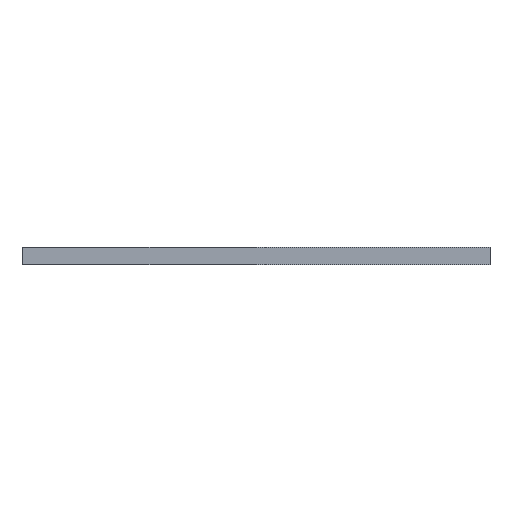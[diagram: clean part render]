
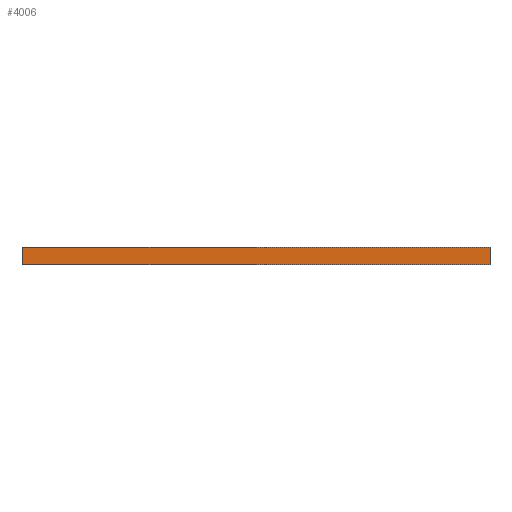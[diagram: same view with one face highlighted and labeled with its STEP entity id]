
A CAD part, left-side view. The second image highlights one B-rep face of the part: STEP entity #4006.
In plain terms, the highlighted planar face has unit normal (-1, 0, 0).
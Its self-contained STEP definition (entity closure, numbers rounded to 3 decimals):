
#81 = VERTEX_POINT ( 'NONE', #3384 ) ;
#483 = LINE ( 'NONE', #4721, #994 ) ;
#786 = DIRECTION ( 'NONE',  ( 0., 0., -1. ) ) ;
#994 = VECTOR ( 'NONE', #1008, 1000. ) ;
#1008 = DIRECTION ( 'NONE',  ( 0., 0., -1. ) ) ;
#1307 = ORIENTED_EDGE ( 'NONE', *, *, #2884, .F. ) ;
#1317 = CARTESIAN_POINT ( 'NONE',  ( -22.4, -22.875, 0.85 ) ) ;
#1346 = VERTEX_POINT ( 'NONE', #3526 ) ;
#1618 = ORIENTED_EDGE ( 'NONE', *, *, #5851, .T. ) ;
#1686 = PLANE ( 'NONE',  #6431 ) ;
#1851 = ORIENTED_EDGE ( 'NONE', *, *, #4268, .F. ) ;
#2467 = ORIENTED_EDGE ( 'NONE', *, *, #3490, .T. ) ;
#2884 = EDGE_CURVE ( 'NONE', #81, #6041, #6092, .T. ) ;
#2906 = EDGE_LOOP ( 'NONE', ( #1307, #1851, #2467, #1618 ) ) ;
#3286 = DIRECTION ( 'NONE',  ( 0., 0., 1. ) ) ;
#3384 = CARTESIAN_POINT ( 'NONE',  ( -22.4, -22.875, -0.85 ) ) ;
#3490 = EDGE_CURVE ( 'NONE', #1346, #3904, #6757, .T. ) ;
#3526 = CARTESIAN_POINT ( 'NONE',  ( -22.4, -22.875, 0.85 ) ) ;
#3904 = VERTEX_POINT ( 'NONE', #5419 ) ;
#4006 = ADVANCED_FACE ( 'NONE', ( #6153 ), #1686, .T. ) ;
#4051 = DIRECTION ( 'NONE',  ( 0., 1., 0. ) ) ;
#4111 = VECTOR ( 'NONE', #786, 1000. ) ;
#4268 = EDGE_CURVE ( 'NONE', #1346, #81, #5568, .T. ) ;
#4493 = DIRECTION ( 'NONE',  ( 0., 1., 0. ) ) ;
#4629 = VECTOR ( 'NONE', #4493, 1000. ) ;
#4721 = CARTESIAN_POINT ( 'NONE',  ( -22.4, 22.875, 0.85 ) ) ;
#4993 = CARTESIAN_POINT ( 'NONE',  ( -22.4, 22.875, -0.85 ) ) ;
#5122 = CARTESIAN_POINT ( 'NONE',  ( -22.4, -22.875, -0.85 ) ) ;
#5312 = VECTOR ( 'NONE', #4051, 1000. ) ;
#5419 = CARTESIAN_POINT ( 'NONE',  ( -22.4, 22.875, 0.85 ) ) ;
#5502 = CARTESIAN_POINT ( 'NONE',  ( -22.4, -22.875, 0.85 ) ) ;
#5568 = LINE ( 'NONE', #6693, #4111 ) ;
#5851 = EDGE_CURVE ( 'NONE', #3904, #6041, #483, .T. ) ;
#6041 = VERTEX_POINT ( 'NONE', #4993 ) ;
#6092 = LINE ( 'NONE', #5122, #4629 ) ;
#6153 = FACE_OUTER_BOUND ( 'NONE', #2906, .T. ) ;
#6431 = AXIS2_PLACEMENT_3D ( 'NONE', #5502, #6536, #3286 ) ;
#6536 = DIRECTION ( 'NONE',  ( -1., 0., 0. ) ) ;
#6693 = CARTESIAN_POINT ( 'NONE',  ( -22.4, -22.875, 0.85 ) ) ;
#6757 = LINE ( 'NONE', #1317, #5312 ) ;
